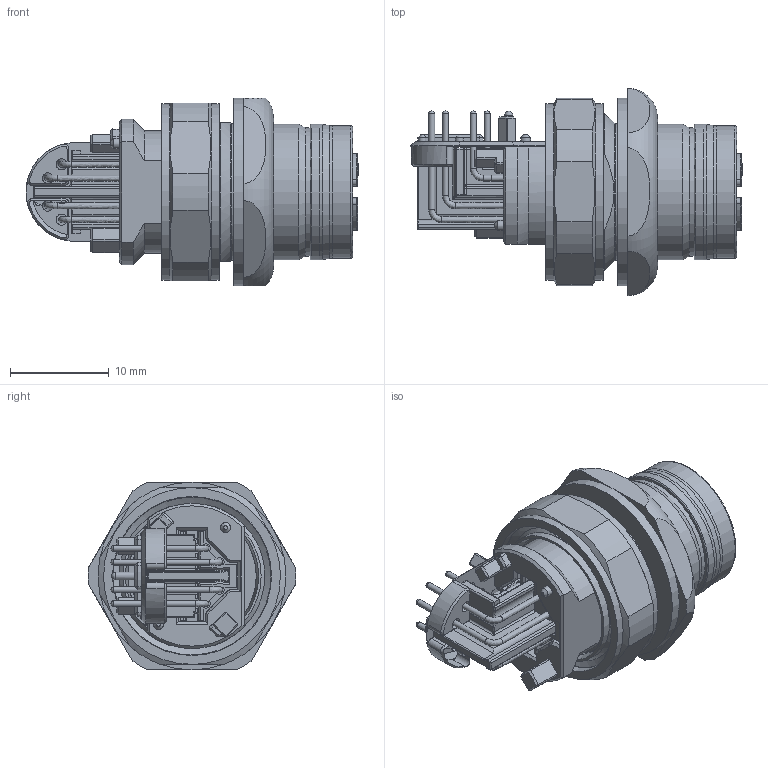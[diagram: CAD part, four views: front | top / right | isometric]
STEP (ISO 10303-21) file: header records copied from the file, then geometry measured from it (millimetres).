
FILE_DESCRIPTION(/* description */ (''),/* implementation_level */ '2;1');
FILE_NAME(/* name */ '100685062ugm000_a.stp',/* time_stamp */ '2016-09-14T13:43:37+02:00',/* author */ (''),/* organization */ (''),/* preprocessor_version */ 'ST-DEVELOPER v16',/* originating_system */ 'SIEMENS PLM Software NX 10.0',/* authorisation */ '');
FILE_SCHEMA (('AUTOMOTIVE_DESIGN { 1 0 10303 214 3 1 1 1 }'));
Length unit declared in the file: millimetre
Products named in the file (1): 100685062ugm000_a
Bounding box: 33.6 x 20.99 x 19 mm (x, y, z)
Volume: 4214.4 mm3; surface area: 4794.4 mm2
Topology: 1 solids, 1 shells, 1016 faces, 2637 edges, 1602 vertices
Faces by surface type: plane 416, cylinder 340, bspline 134, cone 108, torus 11, sphere 7
Full cylindrical faces by diameter (mm): 0.6 x2, 0.7 x8, 0.8 x1, 1 x3, 1.28 x2, 1.29 x8, 8.55 x1, 10.9 x1, 11.9 x1, 12.2 x2, 13 x2, 13.4 x1, 13.75 x2, 13.8 x1, 14 x2, 16.1 x2, 17.9 x2, 19 x1
Entity records: 33860 total; most frequent: CARTESIAN_POINT 10377, ORIENTED_EDGE 4916, DIRECTION 4571, EDGE_CURVE 2458, AXIS2_PLACEMENT_3D 1641, VERTEX_POINT 1567, LINE 1289, VECTOR 1289
